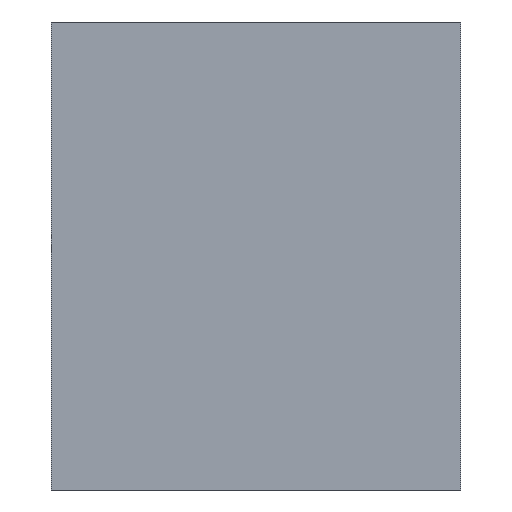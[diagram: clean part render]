
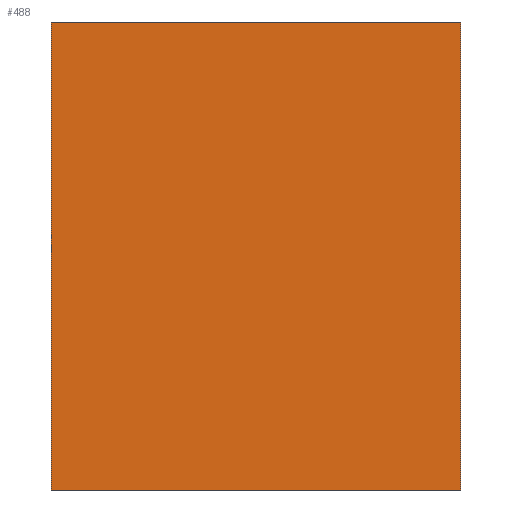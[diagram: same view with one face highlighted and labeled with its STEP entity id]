
A CAD part, left-side view. The second image highlights one B-rep face of the part: STEP entity #488.
In plain terms, the highlighted planar face has unit normal (-1, 0, 0).
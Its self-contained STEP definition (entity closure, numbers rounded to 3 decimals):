
#48 = EDGE_CURVE ( 'NONE', #812, #362, #499, .T. ) ;
#80 = CARTESIAN_POINT ( 'NONE',  ( -1.6, 1.4, 0.8 ) ) ;
#93 = VECTOR ( 'NONE', #738, 1000. ) ;
#141 = VERTEX_POINT ( 'NONE', #449 ) ;
#146 = DIRECTION ( 'NONE',  ( 0., -1., 0. ) ) ;
#233 = DIRECTION ( 'NONE',  ( 1., 0., 0. ) ) ;
#236 = LINE ( 'NONE', #409, #735 ) ;
#250 = FACE_OUTER_BOUND ( 'NONE', #272, .T. ) ;
#266 = CARTESIAN_POINT ( 'NONE',  ( -1.6, 0., 0.8 ) ) ;
#272 = EDGE_LOOP ( 'NONE', ( #397, #724, #717, #747 ) ) ;
#362 = VERTEX_POINT ( 'NONE', #806 ) ;
#366 = EDGE_CURVE ( 'NONE', #141, #812, #636, .T. ) ;
#386 = VERTEX_POINT ( 'NONE', #80 ) ;
#387 = DIRECTION ( 'NONE',  ( 0., 0., 1. ) ) ;
#388 = EDGE_CURVE ( 'NONE', #386, #362, #236, .T. ) ;
#397 = ORIENTED_EDGE ( 'NONE', *, *, #48, .T. ) ;
#409 = CARTESIAN_POINT ( 'NONE',  ( -1.6, 1.4, 0.8 ) ) ;
#449 = CARTESIAN_POINT ( 'NONE',  ( -1.6, 1.4, -0.8 ) ) ;
#473 = CARTESIAN_POINT ( 'NONE',  ( -1.6, 1.4, -0.8 ) ) ;
#482 = CARTESIAN_POINT ( 'NONE',  ( -1.6, 1.4, 0.8 ) ) ;
#487 = VECTOR ( 'NONE', #621, 1000. ) ;
#488 = ADVANCED_FACE ( 'NONE', ( #250 ), #490, .F. ) ;
#490 = PLANE ( 'NONE',  #620 ) ;
#499 = LINE ( 'NONE', #266, #766 ) ;
#536 = EDGE_CURVE ( 'NONE', #141, #386, #712, .T. ) ;
#620 = AXIS2_PLACEMENT_3D ( 'NONE', #818, #233, #679 ) ;
#621 = DIRECTION ( 'NONE',  ( 0., 0., 1. ) ) ;
#632 = CARTESIAN_POINT ( 'NONE',  ( -1.6, 0., -0.8 ) ) ;
#636 = LINE ( 'NONE', #473, #93 ) ;
#679 = DIRECTION ( 'NONE',  ( 0., 0., -1. ) ) ;
#712 = LINE ( 'NONE', #482, #487 ) ;
#717 = ORIENTED_EDGE ( 'NONE', *, *, #536, .F. ) ;
#724 = ORIENTED_EDGE ( 'NONE', *, *, #388, .F. ) ;
#735 = VECTOR ( 'NONE', #146, 1000. ) ;
#738 = DIRECTION ( 'NONE',  ( 0., -1., 0. ) ) ;
#747 = ORIENTED_EDGE ( 'NONE', *, *, #366, .T. ) ;
#766 = VECTOR ( 'NONE', #387, 1000. ) ;
#806 = CARTESIAN_POINT ( 'NONE',  ( -1.6, 0., 0.8 ) ) ;
#812 = VERTEX_POINT ( 'NONE', #632 ) ;
#818 = CARTESIAN_POINT ( 'NONE',  ( -1.6, 1.4, 0.8 ) ) ;
